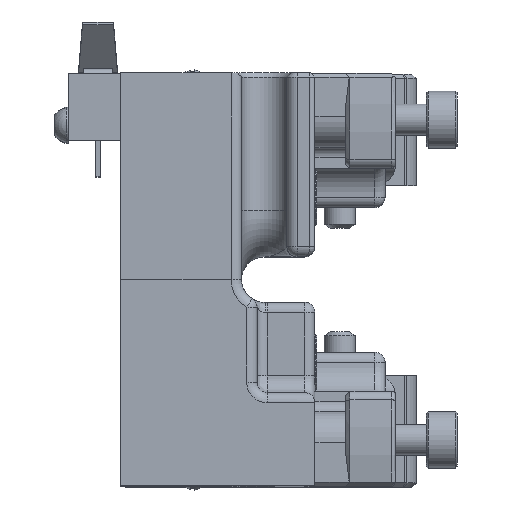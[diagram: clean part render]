
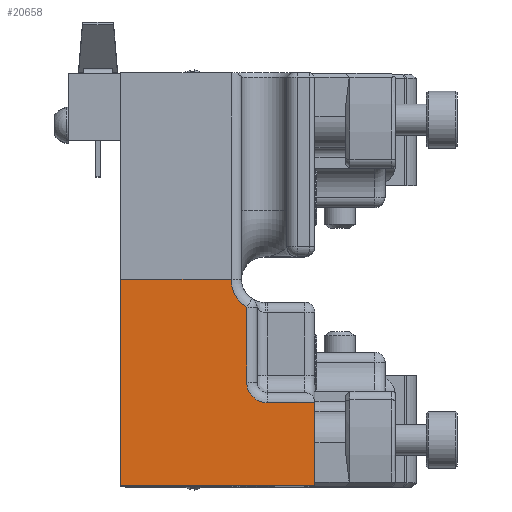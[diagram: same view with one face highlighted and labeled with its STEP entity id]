
A CAD part, top view. The second image highlights one B-rep face of the part: STEP entity #20658.
In plain terms, the highlighted planar face has unit normal (0, 0, 1).
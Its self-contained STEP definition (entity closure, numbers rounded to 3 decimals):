
#1777=PLANE('',#22291);
#2690=FACE_OUTER_BOUND('',#3936,.T.);
#3936=EDGE_LOOP('',(#16944,#16945,#16946,#16947,#16948,#16949,#16950,#16951));
#5381=LINE('',#35253,#7188);
#5394=LINE('',#35311,#7201);
#5395=LINE('',#35313,#7202);
#5396=LINE('',#35315,#7203);
#5397=LINE('',#35317,#7204);
#5398=LINE('',#35321,#7205);
#7188=VECTOR('',#26193,10.);
#7201=VECTOR('',#26242,10.);
#7202=VECTOR('',#26243,10.);
#7203=VECTOR('',#26244,10.);
#7204=VECTOR('',#26245,10.);
#7205=VECTOR('',#26248,10.);
#8581=CIRCLE('',#22292,2.);
#8582=CIRCLE('',#22293,3.2);
#9995=VERTEX_POINT('',#35250);
#9996=VERTEX_POINT('',#35252);
#10023=VERTEX_POINT('',#35310);
#10024=VERTEX_POINT('',#35312);
#10025=VERTEX_POINT('',#35314);
#10026=VERTEX_POINT('',#35316);
#10027=VERTEX_POINT('',#35318);
#10028=VERTEX_POINT('',#35320);
#12421=EDGE_CURVE('',#9996,#9995,#5381,.T.);
#12450=EDGE_CURVE('',#9995,#10023,#5394,.T.);
#12451=EDGE_CURVE('',#10024,#10023,#5395,.T.);
#12452=EDGE_CURVE('',#10025,#10024,#5396,.T.);
#12453=EDGE_CURVE('',#10026,#10025,#5397,.T.);
#12454=EDGE_CURVE('',#10027,#10026,#8581,.T.);
#12455=EDGE_CURVE('',#10028,#10027,#5398,.T.);
#12456=EDGE_CURVE('',#9996,#10028,#8582,.T.);
#16944=ORIENTED_EDGE('',*,*,#12421,.T.);
#16945=ORIENTED_EDGE('',*,*,#12450,.T.);
#16946=ORIENTED_EDGE('',*,*,#12451,.F.);
#16947=ORIENTED_EDGE('',*,*,#12452,.F.);
#16948=ORIENTED_EDGE('',*,*,#12453,.F.);
#16949=ORIENTED_EDGE('',*,*,#12454,.F.);
#16950=ORIENTED_EDGE('',*,*,#12455,.F.);
#16951=ORIENTED_EDGE('',*,*,#12456,.F.);
#20658=ADVANCED_FACE('',(#2690),#1777,.F.);
#22291=AXIS2_PLACEMENT_3D('',#35309,#26240,#26241);
#22292=AXIS2_PLACEMENT_3D('',#35319,#26246,#26247);
#22293=AXIS2_PLACEMENT_3D('',#35322,#26249,#26250);
#26193=DIRECTION('',(-1.,0.,0.));
#26240=DIRECTION('center_axis',(0.,0.,
-1.));
#26241=DIRECTION('ref_axis',(-1.,0.,0.));
#26242=DIRECTION('',(0.,-1.,0.));
#26243=DIRECTION('',(-1.,0.,0.));
#26244=DIRECTION('',(0.,-1.,0.));
#26245=DIRECTION('',(1.,0.,0.));
#26246=DIRECTION('center_axis',(0.,0.,
1.));
#26247=DIRECTION('ref_axis',(-0.707,-0.707,0.));
#26248=DIRECTION('',(0.,-1.,0.));
#26249=DIRECTION('center_axis',(0.,0.,
1.));
#26250=DIRECTION('ref_axis',(-0.707,-0.707,0.));
#35250=CARTESIAN_POINT('',(-72.029,128.542,40.967));
#35252=CARTESIAN_POINT('',(-61.329,128.542,40.967));
#35253=CARTESIAN_POINT('',(-55.729,128.542,40.967));
#35309=CARTESIAN_POINT('Origin',(-53.729,108.542,40.967));
#35310=CARTESIAN_POINT('',(-72.029,108.542,40.967));
#35311=CARTESIAN_POINT('',(-72.029,118.742,40.967));
#35312=CARTESIAN_POINT('',(-53.229,108.542,40.967));
#35313=CARTESIAN_POINT('',(-49.029,108.542,40.967));
#35314=CARTESIAN_POINT('',(-53.229,116.592,40.967));
#35315=CARTESIAN_POINT('',(-53.229,118.542,40.967));
#35316=CARTESIAN_POINT('',(-57.829,116.592,40.967));
#35317=CARTESIAN_POINT('',(-56.179,116.592,40.967));
#35318=CARTESIAN_POINT('',(-59.829,118.592,40.967));
#35319=CARTESIAN_POINT('Origin',(-57.829,118.592,40.967));
#35320=CARTESIAN_POINT('',(-59.829,125.831,40.967));
#35321=CARTESIAN_POINT('',(-59.829,113.642,40.967));
#35322=CARTESIAN_POINT('Origin',(-58.129,128.542,40.967));
